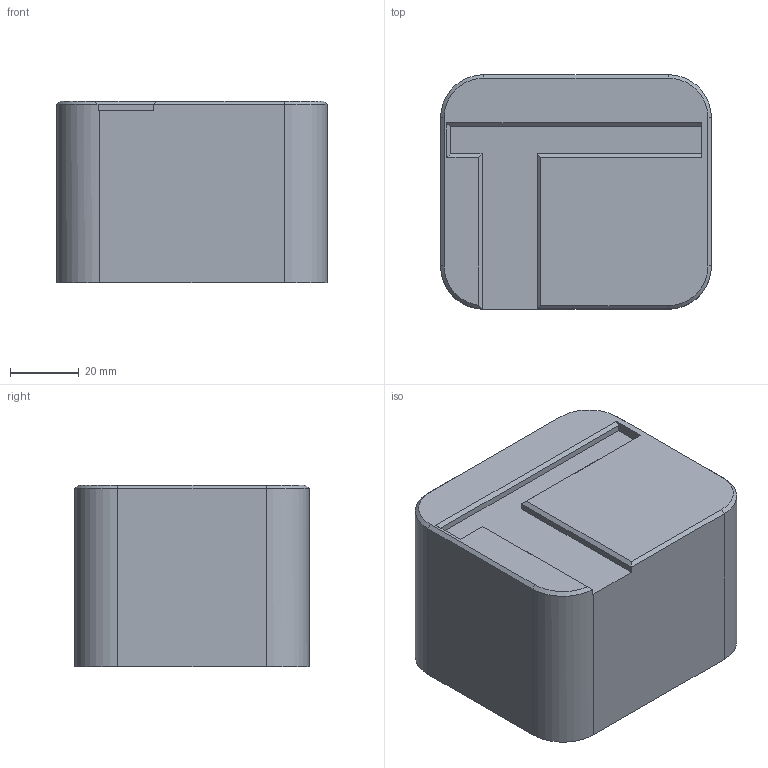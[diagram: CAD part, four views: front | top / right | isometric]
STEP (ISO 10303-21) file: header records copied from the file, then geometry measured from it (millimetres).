
FILE_DESCRIPTION(/* description */ (''),/* implementation_level */ '2;1');
FILE_NAME(/* name */ 'front left.step',/* time_stamp */ '2023-02-20T17:26:31-08:00',/* author */ (''),/* organization */ (''),/* preprocessor_version */ 'ST-DEVELOPER v19.2',/* originating_system */ 'Autodesk Translation Framework v11.17.0.187',/* authorisation */ '');
FILE_SCHEMA (('AUTOMOTIVE_DESIGN { 1 0 10303 214 3 1 1 }'));
Length unit declared in the file: millimetre
Products named in the file (1): Repbox Stand
Bounding box: 78.6 x 68 x 52.8 mm (x, y, z)
Volume: 271232.2 mm3; surface area: 25100.7 mm2
Topology: 1 solids, 1 shells, 32 faces, 77 edges, 47 vertices
Faces by surface type: plane 24, cone 4, cylinder 4
Entity records: 944 total; most frequent: CARTESIAN_POINT 160, DIRECTION 155, ORIENTED_EDGE 154, EDGE_CURVE 77, LINE 63, VECTOR 63, VERTEX_POINT 47, AXIS2_PLACEMENT_3D 46
